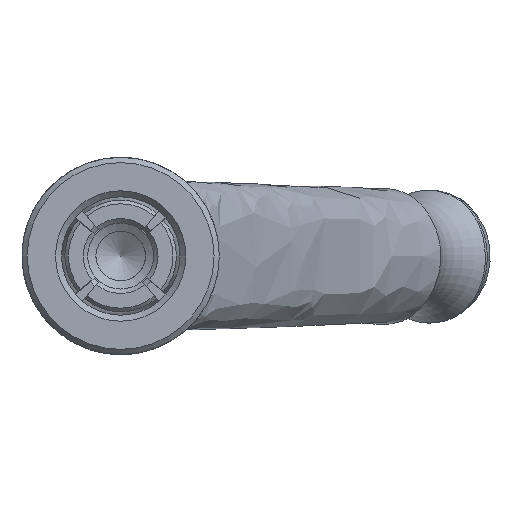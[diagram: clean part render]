
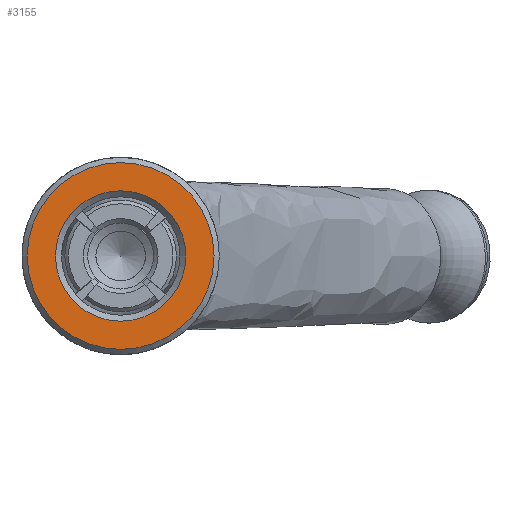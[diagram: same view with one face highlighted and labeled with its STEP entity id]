
A CAD part, left-side view. The second image highlights one B-rep face of the part: STEP entity #3155.
In plain terms, the highlighted planar face has unit normal (-1, 0, 0).
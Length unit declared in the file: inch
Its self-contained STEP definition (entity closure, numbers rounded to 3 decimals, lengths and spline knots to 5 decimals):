
#117=FACE_BOUND('',#686,.T.);
#227=PLANE('',#3508);
#459=FACE_OUTER_BOUND('',#685,.T.);
#685=EDGE_LOOP('',(#2864));
#686=EDGE_LOOP('',(#2865));
#891=CIRCLE('',#3488,0.53);
#900=CIRCLE('',#3507,0.37);
#1599=VERTEX_POINT('',#6447);
#1608=VERTEX_POINT('',#6475);
#2030=EDGE_CURVE('',#1599,#1599,#891,.T.);
#2039=EDGE_CURVE('',#1608,#1608,#900,.T.);
#2864=ORIENTED_EDGE('',*,*,#2030,.F.);
#2865=ORIENTED_EDGE('',*,*,#2039,.T.);
#3155=ADVANCED_FACE('',(#459,#117),#227,.T.);
#3488=AXIS2_PLACEMENT_3D('',#6448,#4344,#4345);
#3507=AXIS2_PLACEMENT_3D('',#6476,#4382,#4383);
#3508=AXIS2_PLACEMENT_3D('',#6477,#4384,#4385);
#4344=DIRECTION('center_axis',(1.,0.,0.));
#4345=DIRECTION('ref_axis',(0.,1.,0.));
#4382=DIRECTION('center_axis',(1.,0.,0.));
#4383=DIRECTION('ref_axis',(0.,1.,0.));
#4384=DIRECTION('center_axis',(-1.,0.,0.));
#4385=DIRECTION('ref_axis',(0.,0.,1.));
#6447=CARTESIAN_POINT('',(0.,0.53,0.));
#6448=CARTESIAN_POINT('Origin',(0.,0.,
0.));
#6475=CARTESIAN_POINT('',(0.,0.37,0.));
#6476=CARTESIAN_POINT('Origin',(0.,0.,0.));
#6477=CARTESIAN_POINT('Origin',(0.,0.45,0.));
